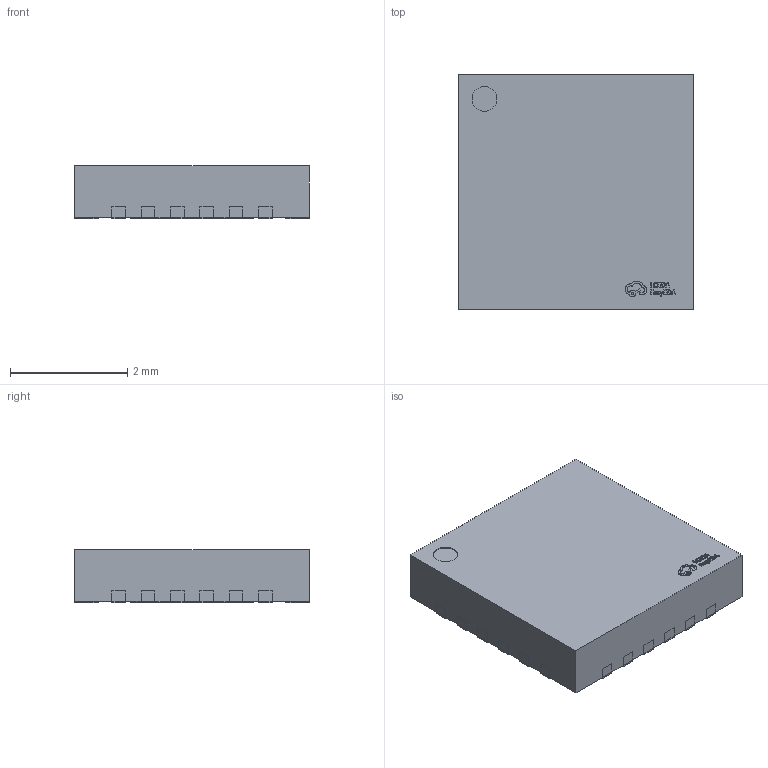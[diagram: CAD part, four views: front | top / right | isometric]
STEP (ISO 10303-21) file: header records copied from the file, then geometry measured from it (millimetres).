
FILE_DESCRIPTION (( 'STEP AP214' ), '1' );
FILE_NAME ('QFN-24_L4.0-W4.0-P0.50-TL-EP2.1.step', '2022-07-15T03:03:22', ( '' ), ( '' ), 'SwSTEP 2.0', 'SolidWorks 2020', '' );
FILE_SCHEMA (( 'AUTOMOTIVE_DESIGN' ));
Length unit declared in the file: millimetre
Products named in the file (1): QFN-24_L4.0-W4.0-P0.50-TL-EP2.1
Bounding box: 4 x 4 x 0.91 mm (x, y, z)
Surface area: 74.8 mm2
Topology: 50 solids, 50 shells, 686 faces, 1677 edges, 1118 vertices
Faces by surface type: plane 569, bspline 112, cylinder 5
Entity records: 28437 total; most frequent: CARTESIAN_POINT 5586, ORIENTED_EDGE 3354, DIRECTION 2609, EDGE_CURVE 1677, LINE 1439, VECTOR 1439, VERTEX_POINT 1118, EDGE_LOOP 713
